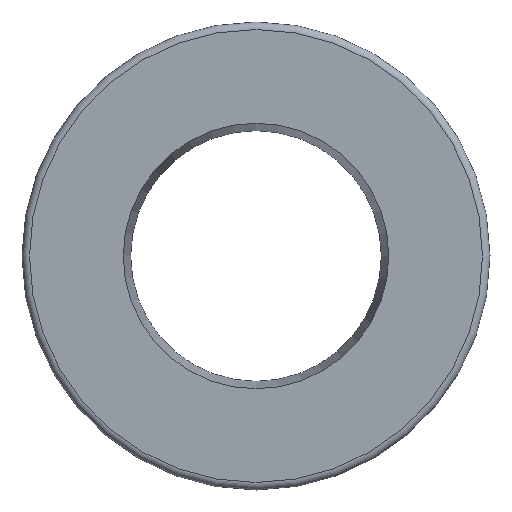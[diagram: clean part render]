
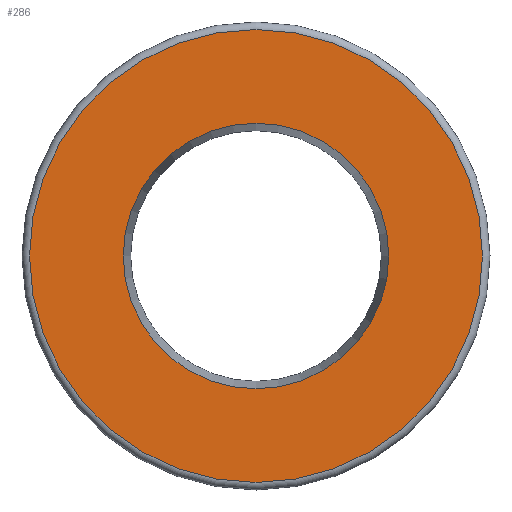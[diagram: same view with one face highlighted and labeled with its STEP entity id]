
A CAD part, left-side view. The second image highlights one B-rep face of the part: STEP entity #286.
In plain terms, the highlighted planar face has unit normal (-1, 0, 0).
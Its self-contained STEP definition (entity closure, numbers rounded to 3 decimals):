
#286 = ADVANCED_FACE( '', ( #516, #517 ), #518, .T. );
#516 = FACE_BOUND( '', #714, .T. );
#517 = FACE_OUTER_BOUND( '', #715, .T. );
#518 = PLANE( '', #716 );
#714 = EDGE_LOOP( '', ( #1079 ) );
#715 = EDGE_LOOP( '', ( #1080 ) );
#716 = AXIS2_PLACEMENT_3D( '', #1081, #1082, #1083 );
#1079 = ORIENTED_EDGE( '', *, *, #1328, .T. );
#1080 = ORIENTED_EDGE( '', *, *, #1342, .F. );
#1081 = CARTESIAN_POINT( '', ( 0., 13.55, 0. ) );
#1082 = DIRECTION( '', ( -1., 0., 0. ) );
#1083 = DIRECTION( '', ( 0., 0., 1. ) );
#1328 = EDGE_CURVE( '', #1569, #1569, #1570, .T. );
#1342 = EDGE_CURVE( '', #1584, #1584, #1585, .T. );
#1569 = VERTEX_POINT( '', #1876 );
#1570 = CIRCLE( '', #1877, 7.944 );
#1584 = VERTEX_POINT( '', #1891 );
#1585 = CIRCLE( '', #1892, 13.55 );
#1876 = CARTESIAN_POINT( '', ( 0., 0., -7.944 ) );
#1877 = AXIS2_PLACEMENT_3D( '', #2090, #2091, #2092 );
#1891 = CARTESIAN_POINT( '', ( 0., 0., -13.55 ) );
#1892 = AXIS2_PLACEMENT_3D( '', #2108, #2109, #2110 );
#2090 = CARTESIAN_POINT( '', ( 0., 0., 0. ) );
#2091 = DIRECTION( '', ( 1., 0., 0. ) );
#2092 = DIRECTION( '', ( 0., 0., -1. ) );
#2108 = CARTESIAN_POINT( '', ( 0., 0., 0. ) );
#2109 = DIRECTION( '', ( 1., 0., 0. ) );
#2110 = DIRECTION( '', ( 0., 0., -1. ) );
